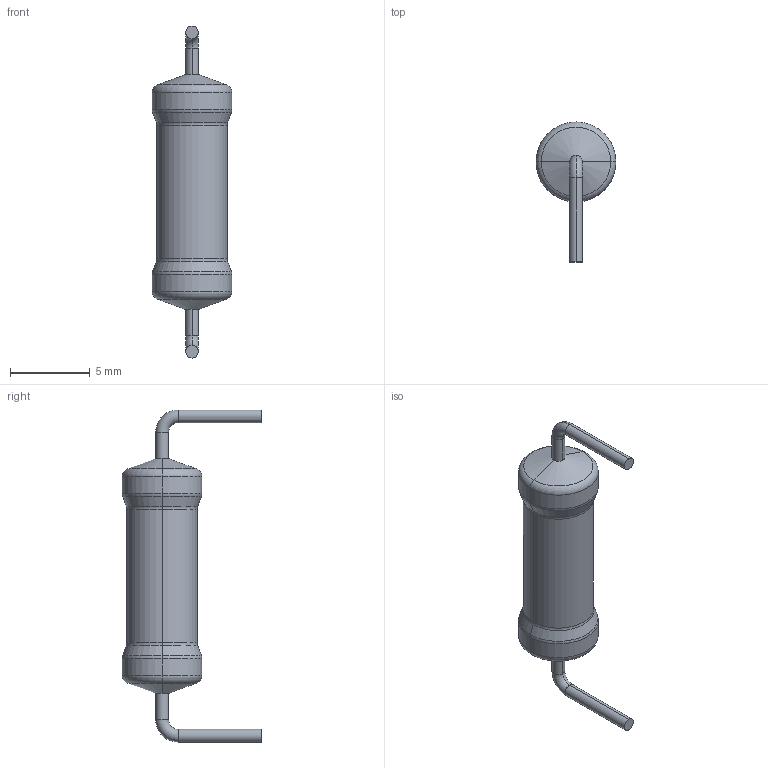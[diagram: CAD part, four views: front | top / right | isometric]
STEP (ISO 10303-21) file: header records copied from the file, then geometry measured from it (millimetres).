
FILE_DESCRIPTION (( 'STEP AP214' ), '1' );
FILE_NAME ('KNP-200.STEP', '2016-05-20T14:11:52', ( '' ), ( '' ), 'SwSTEP 2.0', 'SolidWorks 2016', '' );
FILE_SCHEMA (( 'AUTOMOTIVE_DESIGN' ));
Length unit declared in the file: millimetre
Products named in the file (1): KNP-200
Bounding box: 5 x 8.75 x 20.8 mm (x, y, z)
Volume: 237 mm3; surface area: 272.2 mm2
Topology: 1 solids, 1 shells, 40 faces, 82 edges, 44 vertices
Faces by surface type: torus 16, cylinder 14, cone 8, plane 2
Entity records: 1524 total; most frequent: DIRECTION 224, CARTESIAN_POINT 167, ORIENTED_EDGE 164, AXIS2_PLACEMENT_3D 101, EDGE_CURVE 82, CIRCLE 60, VERTEX_POINT 44, UNCERTAINTY_MEASURE_WITH_UNIT 43
